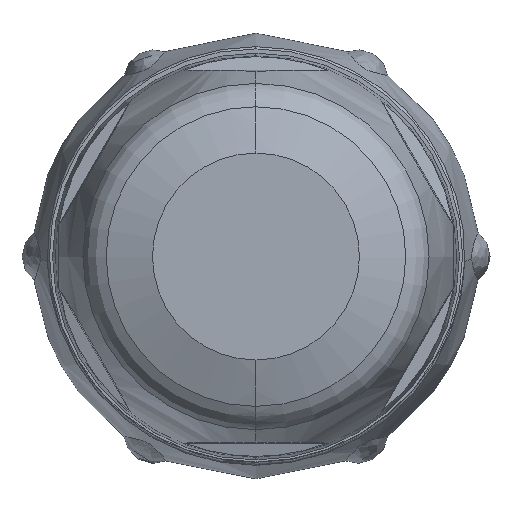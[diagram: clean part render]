
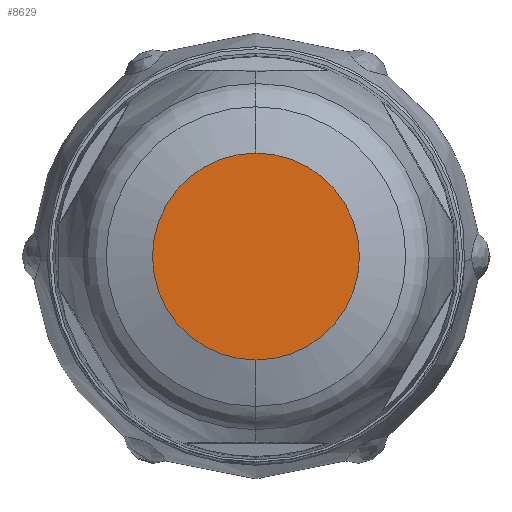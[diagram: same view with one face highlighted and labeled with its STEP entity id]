
A CAD part, front view. The second image highlights one B-rep face of the part: STEP entity #8629.
In plain terms, the highlighted planar face has unit normal (0, -1, 0).
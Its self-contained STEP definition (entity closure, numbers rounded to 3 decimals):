
#2268=CARTESIAN_POINT('',(0.,-69.198,0.));
#2269=DIRECTION('',(0.,-1.,0.));
#2270=DIRECTION('',(0.,0.,-1.));
#2271=AXIS2_PLACEMENT_3D('',#2268,#2269,#2270);
#2273=CARTESIAN_POINT('',(0.,-69.198,0.));
#2274=DIRECTION('',(0.,-1.,0.));
#2275=DIRECTION('',(0.,0.,1.));
#2276=AXIS2_PLACEMENT_3D('',#2273,#2274,#2275);
#7080=CARTESIAN_POINT('',(0.,-69.198,-9.15));
#7081=CARTESIAN_POINT('',(0.,-69.198,9.15));
#7082=VERTEX_POINT('',#7080);
#7083=VERTEX_POINT('',#7081);
#8619=CARTESIAN_POINT('',(0.,-69.198,0.));
#8620=DIRECTION('',(0.,-1.,0.));
#8621=DIRECTION('',(0.,0.,1.));
#8622=AXIS2_PLACEMENT_3D('',#8619,#8620,#8621);
#8623=PLANE('',#8622);
#8624=ORIENTED_EDGE('',*,*,#8609,.F.);
#8626=ORIENTED_EDGE('',*,*,#8625,.F.);
#8627=EDGE_LOOP('',(#8624,#8626));
#8628=FACE_OUTER_BOUND('',#8627,.F.);
#8629=ADVANCED_FACE('',(#8628),#8623,.T.);
#2272=CIRCLE('',#2271,9.15);
#2277=CIRCLE('',#2276,9.15);
#8609=EDGE_CURVE('',#7082,#7083,#2272,.T.);
#8625=EDGE_CURVE('',#7083,#7082,#2277,.T.);
